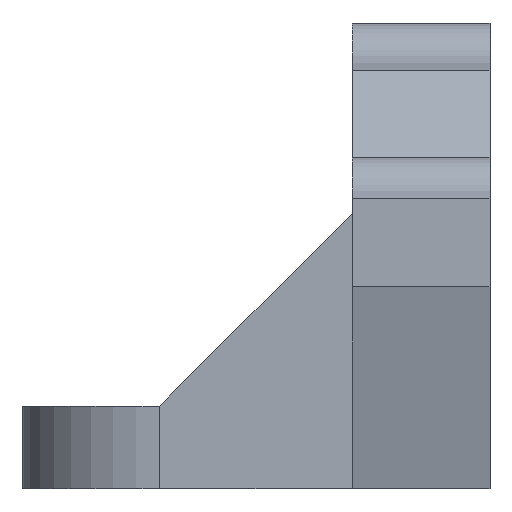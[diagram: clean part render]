
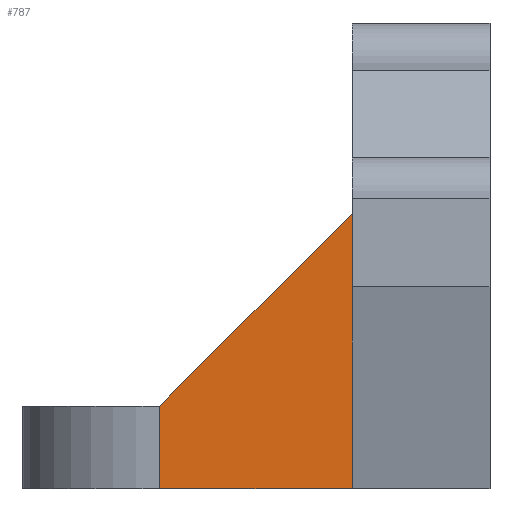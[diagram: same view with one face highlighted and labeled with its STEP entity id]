
A CAD part, front view. The second image highlights one B-rep face of the part: STEP entity #787.
In plain terms, the highlighted planar face has unit normal (0, -1, 0).
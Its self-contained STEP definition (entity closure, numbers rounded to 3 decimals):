
#779=AXIS2_PLACEMENT_3D('Plane Axis2P3D',#776,#777,#778) ;
#103=CARTESIAN_POINT('Vertex',(5.,35.7,3.)) ;
#233=CARTESIAN_POINT('Vertex',(12.,35.7,10.)) ;
#236=CARTESIAN_POINT('Line Origine',(12.,35.7,5.)) ;
#240=CARTESIAN_POINT('Vertex',(12.,35.7,0.)) ;
#517=CARTESIAN_POINT('Vertex',(5.,35.7,0.)) ;
#520=CARTESIAN_POINT('Line Origine',(5.,35.7,2.11)) ;
#538=CARTESIAN_POINT('Line Origine',(8.5,35.7,6.5)) ;
#717=CARTESIAN_POINT('Line Origine',(8.5,35.7,0.)) ;
#776=CARTESIAN_POINT('Axis2P3D Location',(5.,35.7,0.)) ;
#237=DIRECTION('Vector Direction',(0.,0.,1.)) ;
#521=DIRECTION('Vector Direction',(0.,0.,-1.)) ;
#539=DIRECTION('Vector Direction',(-0.707,0.,-0.707)) ;
#718=DIRECTION('Vector Direction',(1.,0.,0.)) ;
#777=DIRECTION('Axis2P3D Direction',(0.,-1.,0.)) ;
#778=DIRECTION('Axis2P3D XDirection',(1.,0.,0.)) ;
#238=VECTOR('Line Direction',#237,1.) ;
#522=VECTOR('Line Direction',#521,1.) ;
#540=VECTOR('Line Direction',#539,1.) ;
#719=VECTOR('Line Direction',#718,1.) ;
#782=ORIENTED_EDGE('',*,*,#542,.F.) ;
#783=ORIENTED_EDGE('',*,*,#524,.F.) ;
#784=ORIENTED_EDGE('',*,*,#721,.F.) ;
#785=ORIENTED_EDGE('',*,*,#242,.T.) ;
#787=ADVANCED_FACE('ABSCHLUSSPLATTE',(#786),#780,.T.) ;
#242=EDGE_CURVE('',#241,#234,#239,.T.) ;
#524=EDGE_CURVE('',#518,#104,#523,.F.) ;
#542=EDGE_CURVE('',#104,#234,#541,.F.) ;
#721=EDGE_CURVE('',#241,#518,#720,.F.) ;
#781=EDGE_LOOP('',(#782,#783,#784,#785)) ;
#786=FACE_OUTER_BOUND('',#781,.T.) ;
#239=LINE('Line',#236,#238) ;
#523=LINE('Line',#520,#522) ;
#541=LINE('Line',#538,#540) ;
#720=LINE('Line',#717,#719) ;
#780=PLANE('',#779) ;
#104=VERTEX_POINT('',#103) ;
#234=VERTEX_POINT('',#233) ;
#241=VERTEX_POINT('',#240) ;
#518=VERTEX_POINT('',#517) ;
